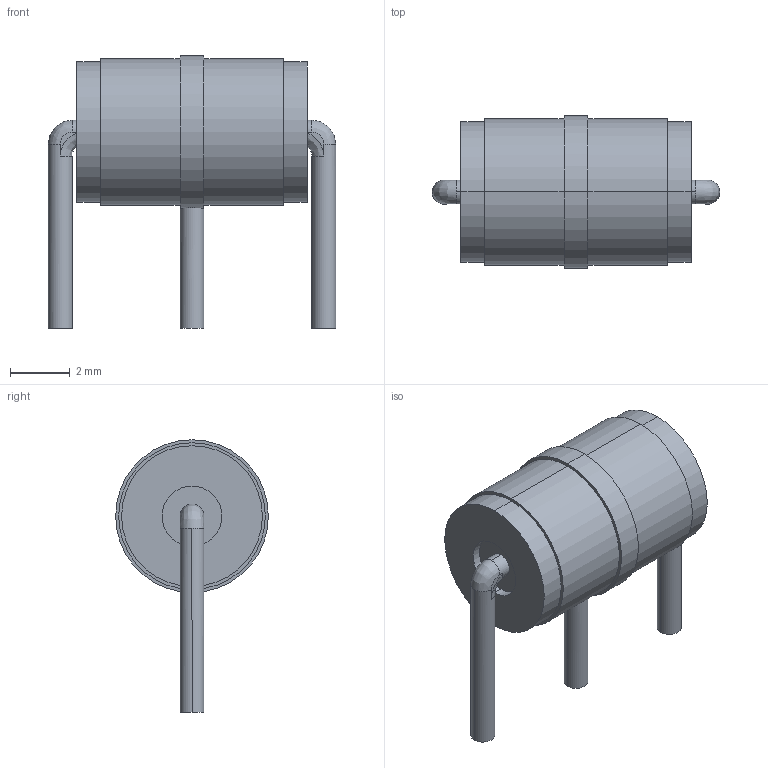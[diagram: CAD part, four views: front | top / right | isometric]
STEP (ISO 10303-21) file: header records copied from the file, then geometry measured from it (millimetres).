
FILE_DESCRIPTION (( 'STEP AP214' ), '1' );
FILE_NAME ('User Library-2036-XX-B2.STEP', '2022-04-24T11:34:14', ( '' ), ( '' ), 'SwSTEP 2.0', 'SolidWorks 2021', '' );
FILE_SCHEMA (( 'AUTOMOTIVE_DESIGN' ));
Length unit declared in the file: millimetre
Products named in the file (1): User Library-2036-XX-B2
Bounding box: 9.6 x 5.1 x 9.1 mm (x, y, z)
Volume: 151.5 mm3; surface area: 209.1 mm2
Topology: 1 solids, 1 shells, 45 faces, 101 edges, 66 vertices
Faces by surface type: cylinder 24, plane 17, bspline 4
Entity records: 1930 total; most frequent: CARTESIAN_POINT 409, DIRECTION 211, ORIENTED_EDGE 202, EDGE_CURVE 101, AXIS2_PLACEMENT_3D 88, VERTEX_POINT 66, EDGE_LOOP 53, UNCERTAINTY_MEASURE_WITH_UNIT 48
